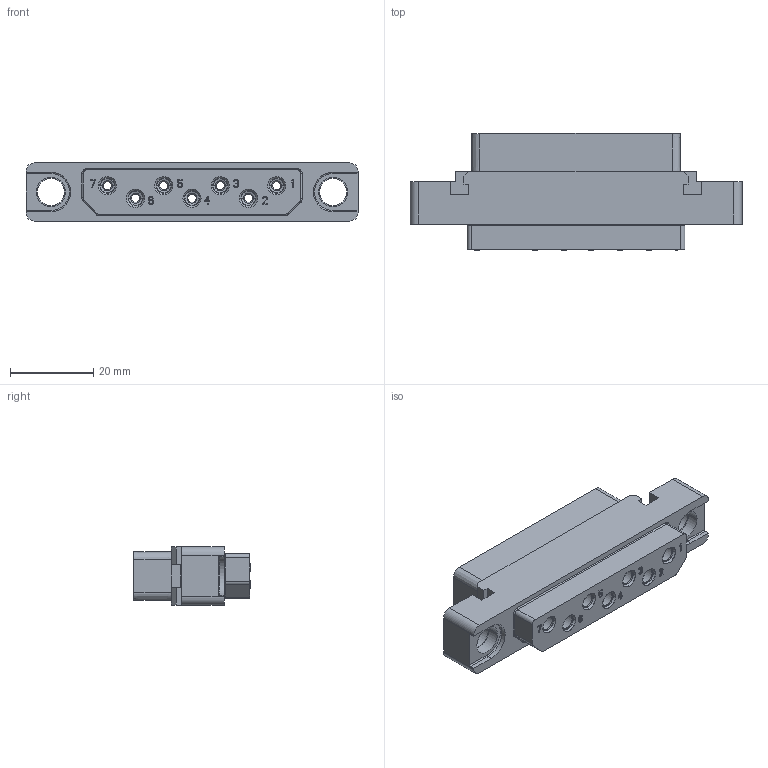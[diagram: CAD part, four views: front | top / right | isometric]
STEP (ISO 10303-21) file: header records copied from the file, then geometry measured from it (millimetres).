
FILE_DESCRIPTION((''),'2;1');
FILE_NAME('1900ND06S1X00C','2019-10-30T',('presta_be4'),(''),'CREO PARAMETRIC BY PTC INC, 2018360','CREO PARAMETRIC BY PTC INC, 2018360','');
FILE_SCHEMA(('CONFIG_CONTROL_DESIGN'));
Length unit declared in the file: millimetre
Products named in the file (1): 1900ND06S1X00C
Bounding box: 80 x 28.2 x 14 mm (x, y, z)
Volume: 15302.9 mm3; surface area: 11431.6 mm2
Topology: 1 solids, 1 shells, 1356 faces, 3500 edges, 2226 vertices
Faces by surface type: plane 862, cylinder 236, torus 148, cone 102, bspline 4, extrusion 4
Entity records: 41235 total; most frequent: CARTESIAN_POINT 7514, ORIENTED_EDGE 7000, DIRECTION 6966, EDGE_CURVE 3500, VECTOR 2672, LINE 2668, VERTEX_POINT 2226, AXIS2_PLACEMENT_3D 2147
